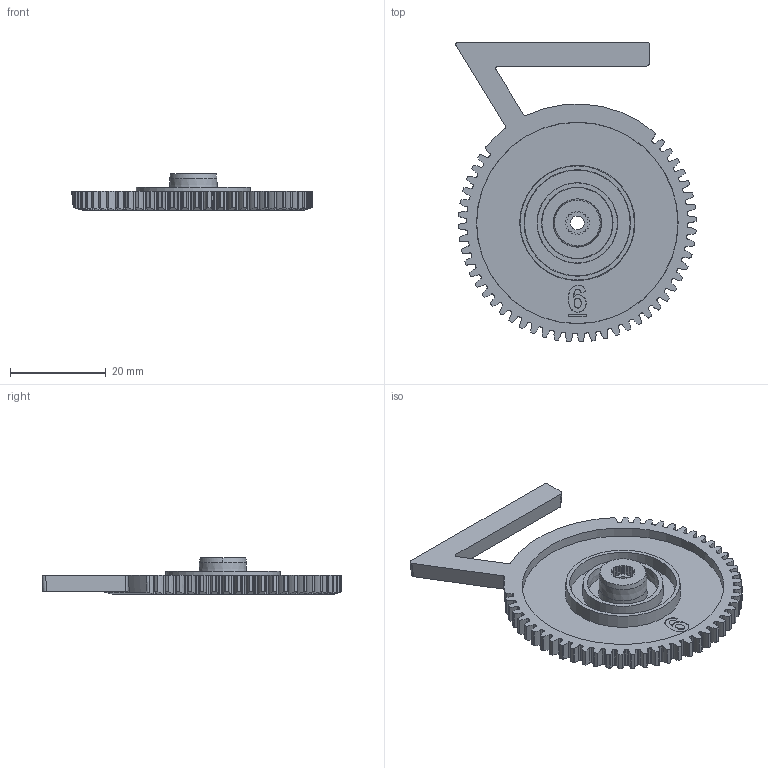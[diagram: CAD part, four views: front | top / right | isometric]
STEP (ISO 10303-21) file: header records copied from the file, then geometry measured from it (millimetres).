
FILE_DESCRIPTION(/* description */ (''),/* implementation_level */ '2;1');
FILE_NAME(/* name */ 'Left Eye.step',/* time_stamp */ '2022-12-15T16:35:12Z',/* author */ (''),/* organization */ (''),/* preprocessor_version */ 'ST-DEVELOPER v19.2',/* originating_system */ 'Autodesk Translation Framework v11.17.0.187',/* authorisation */ '');
FILE_SCHEMA (('AUTOMOTIVE_DESIGN { 1 0 10303 214 3 1 1 }'));
Length unit declared in the file: millimetre
Products named in the file (1): mv2-xx-002-0006
Bounding box: 50.15 x 62.5 x 7.6 mm (x, y, z)
Volume: 5952.1 mm3; surface area: 6708.2 mm2
Topology: 1 solids, 1 shells, 535 faces, 1470 edges, 949 vertices
Faces by surface type: cylinder 183, plane 173, bspline 119, cone 58, torus 2
Entity records: 20257 total; most frequent: CARTESIAN_POINT 7017, ORIENTED_EDGE 2940, DIRECTION 2274, EDGE_CURVE 1470, VERTEX_POINT 949, AXIS2_PLACEMENT_3D 792, LINE 690, VECTOR 690
